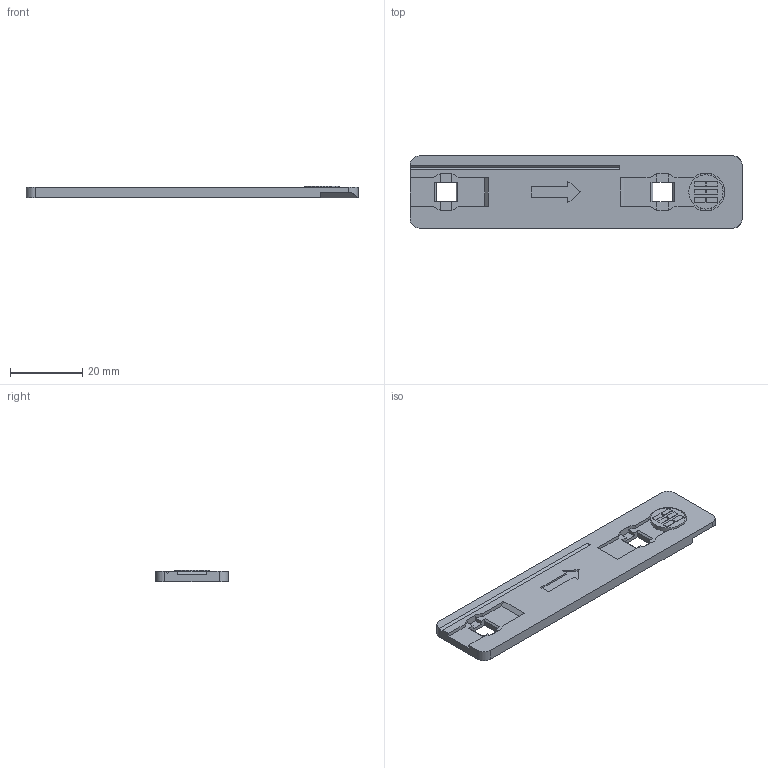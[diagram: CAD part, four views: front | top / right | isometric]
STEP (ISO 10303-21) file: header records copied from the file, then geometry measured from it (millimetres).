
FILE_DESCRIPTION(/* description */ ('','CAx-IF Rec.Pracs.---Representation and Presentation of Product Manufacturing Information (PMI)---4.0---2014-10-13'),/* implementation_level */ '2;1');
FILE_NAME(/* name */ 'AntHead LED Fixture v4.step',/* time_stamp */ '2025-02-24T08:33:37-06:00',/* author */ (''),/* organization */ (''),/* preprocessor_version */ 'ST-DEVELOPER v20',/* originating_system */ 'Autodesk Translation Framework v13.20.0.188',/* authorisation */ '');
FILE_SCHEMA (('AP242_MANAGED_MODEL_BASED_3D_ENGINEERING_MIM_LF { 1 0 10303 442 1 1 4 }'));
Length unit declared in the file: millimetre
Products named in the file (2): AntHead LED Fixture; Neopixel Mini Button PCB
Assembly tree (1 placements, depth 2):
  AntHead LED Fixture
    Neopixel Mini Button PCB
Bounding box: 92 x 20 x 3.3 mm (x, y, z)
Volume: 4930.3 mm3; surface area: 4664.8 mm2
Topology: 2 solids, 2 shells, 181 faces, 494 edges, 324 vertices
Faces by surface type: plane 140, cylinder 41
Full cylindrical faces by diameter (mm): 3.8 x1, 9.5 x1
Entity records: 5838 total; most frequent: CARTESIAN_POINT 1002, ORIENTED_EDGE 988, DIRECTION 946, EDGE_CURVE 494, LINE 410, VECTOR 410, VERTEX_POINT 324, AXIS2_PLACEMENT_3D 268
